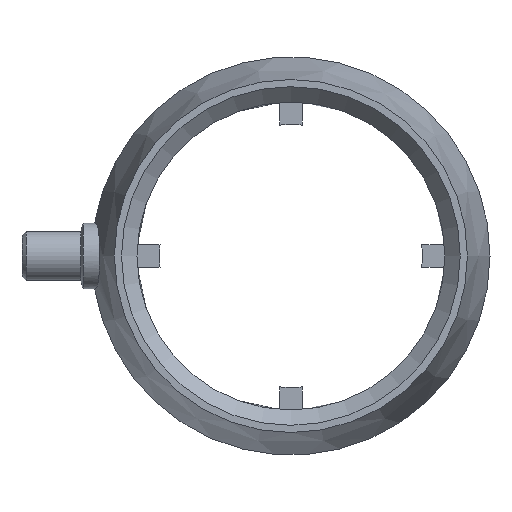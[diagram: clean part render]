
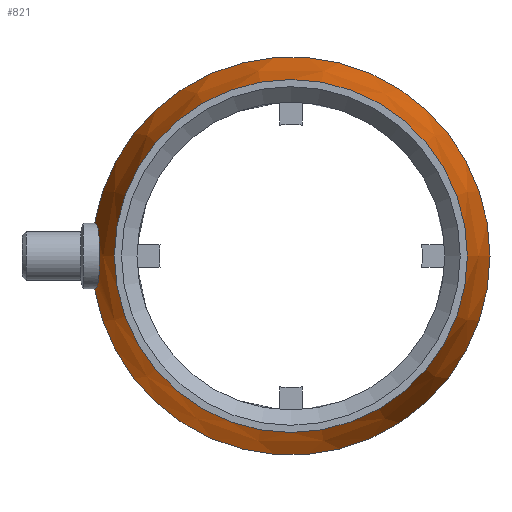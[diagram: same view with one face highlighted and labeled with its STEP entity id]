
A CAD part, left-side view. The second image highlights one B-rep face of the part: STEP entity #821.
In plain terms, the highlighted conical face has half-angle 13.309 degrees and reference radius 45.75 mm.
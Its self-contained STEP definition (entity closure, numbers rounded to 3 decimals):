
#23=B_SPLINE_CURVE_WITH_KNOTS('',3,(#1506,#1507,#1508,#1509,#1510,#1511,
#1512,#1513,#1514,#1515,#1516,#1517,#1518,#1519,#1520,#1521,#1522,#1523,
#1524,#1525,#1526,#1527,#1528),.UNSPECIFIED.,.F.,.F.,(4,2,2,2,2,2,2,2,2,
3,4),(-2.397,-2.365,-2.067,-1.769,
-1.476,-1.182,-0.889,-0.596,
-0.298,0.,0.032),.UNSPECIFIED.);
#45=CONICAL_SURFACE('',#934,45.75,0.232);
#91=CIRCLE('',#932,48.5);
#92=CIRCLE('',#933,48.5);
#93=CIRCLE('',#935,43.);
#159=FACE_OUTER_BOUND('',#220,.T.);
#220=EDGE_LOOP('',(#736,#737,#738,#739,#740,#741));
#279=LINE('',#1577,#334);
#334=VECTOR('',#1188,45.75);
#395=VERTEX_POINT('',#1494);
#396=VERTEX_POINT('',#1505);
#405=VERTEX_POINT('',#1571);
#406=VERTEX_POINT('',#1576);
#499=EDGE_CURVE('',#396,#395,#23,.T.);
#516=EDGE_CURVE('',#405,#395,#91,.T.);
#517=EDGE_CURVE('',#396,#405,#92,.T.);
#518=EDGE_CURVE('',#405,#406,#279,.T.);
#519=EDGE_CURVE('',#406,#406,#93,.T.);
#736=ORIENTED_EDGE('',*,*,#499,.T.);
#737=ORIENTED_EDGE('',*,*,#516,.F.);
#738=ORIENTED_EDGE('',*,*,#518,.T.);
#739=ORIENTED_EDGE('',*,*,#519,.T.);
#740=ORIENTED_EDGE('',*,*,#518,.F.);
#741=ORIENTED_EDGE('',*,*,#517,.F.);
#821=ADVANCED_FACE('',(#159),#45,.T.);
#932=AXIS2_PLACEMENT_3D('',#1573,#1182,#1183);
#933=AXIS2_PLACEMENT_3D('',#1574,#1184,#1185);
#934=AXIS2_PLACEMENT_3D('',#1575,#1186,#1187);
#935=AXIS2_PLACEMENT_3D('',#1578,#1189,#1190);
#1182=DIRECTION('center_axis',(1.,0.,0.));
#1183=DIRECTION('ref_axis',(0.,0.,-1.));
#1184=DIRECTION('center_axis',(1.,0.,0.));
#1185=DIRECTION('ref_axis',(0.,0.,-1.));
#1186=DIRECTION('center_axis',(1.,0.,0.));
#1187=DIRECTION('ref_axis',(0.,1.,0.));
#1188=DIRECTION('',(-0.973,0.23,0.));
#1189=DIRECTION('center_axis',(1.,0.,0.));
#1190=DIRECTION('ref_axis',(0.,0.,-1.));
#1494=CARTESIAN_POINT('',(-47.75,47.836,-8.));
#1505=CARTESIAN_POINT('',(-47.75,47.836,8.));
#1506=CARTESIAN_POINT('Ctrl Pts',(-47.75,47.836,8.));
#1507=CARTESIAN_POINT('Ctrl Pts',(-47.855,47.811,8.));
#1508=CARTESIAN_POINT('Ctrl Pts',(-47.959,47.786,7.998));
#1509=CARTESIAN_POINT('Ctrl Pts',(-49.029,47.536,7.956));
#1510=CARTESIAN_POINT('Ctrl Pts',(-50.063,47.327,7.729));
#1511=CARTESIAN_POINT('Ctrl Pts',(-51.968,47.003,6.877));
#1512=CARTESIAN_POINT('Ctrl Pts',(-52.838,46.886,6.252));
#1513=CARTESIAN_POINT('Ctrl Pts',(-54.198,46.73,4.834));
#1514=CARTESIAN_POINT('Ctrl Pts',(-54.784,46.679,3.95));
#1515=CARTESIAN_POINT('Ctrl Pts',(-55.56,46.619,2.022));
#1516=CARTESIAN_POINT('Ctrl Pts',(-55.75,46.608,0.978));
#1517=CARTESIAN_POINT('Ctrl Pts',(-55.75,46.608,-0.978));
#1518=CARTESIAN_POINT('Ctrl Pts',(-55.56,46.619,-2.022));
#1519=CARTESIAN_POINT('Ctrl Pts',(-54.784,46.679,-3.95));
#1520=CARTESIAN_POINT('Ctrl Pts',(-54.198,46.73,-4.834));
#1521=CARTESIAN_POINT('Ctrl Pts',(-52.838,46.886,-6.252));
#1522=CARTESIAN_POINT('Ctrl Pts',(-51.968,47.003,-6.877));
#1523=CARTESIAN_POINT('Ctrl Pts',(-50.063,47.327,-7.729));
#1524=CARTESIAN_POINT('Ctrl Pts',(-49.029,47.536,-7.956));
#1525=CARTESIAN_POINT('Ctrl Pts',(-48.062,47.762,-7.994));
#1526=CARTESIAN_POINT('Ctrl Pts',(-47.959,47.786,-7.998));
#1527=CARTESIAN_POINT('Ctrl Pts',(-47.855,47.811,-8.));
#1528=CARTESIAN_POINT('Ctrl Pts',(-47.75,47.836,-8.));
#1571=CARTESIAN_POINT('',(-47.75,-48.5,0.));
#1573=CARTESIAN_POINT('Origin',(-47.75,0.,0.));
#1574=CARTESIAN_POINT('Origin',(-47.75,0.,0.));
#1575=CARTESIAN_POINT('Origin',(-59.375,0.,0.));
#1576=CARTESIAN_POINT('',(-71.,-43.,0.));
#1577=CARTESIAN_POINT('',(-59.375,-45.75,0.));
#1578=CARTESIAN_POINT('Origin',(-71.,0.,0.));
